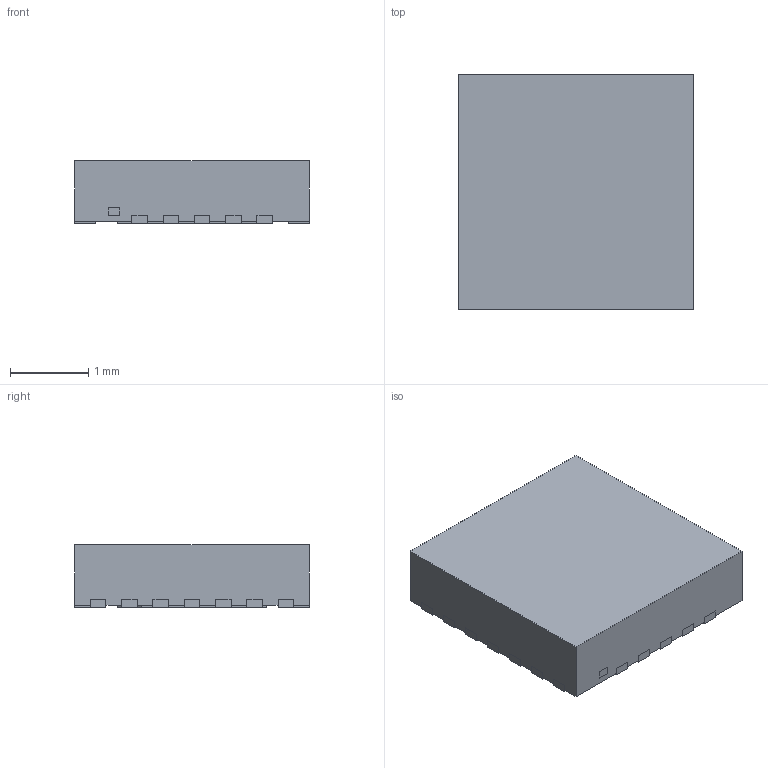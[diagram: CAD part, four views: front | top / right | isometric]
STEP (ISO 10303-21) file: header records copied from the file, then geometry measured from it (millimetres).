
FILE_DESCRIPTION((''),'2;1');
FILE_NAME('RRW0024A_ASM','2021-10-29T09:05:09',('a0412086'),(''),'CREO PARAMETRIC BY PTC INC, 2018500','CREO PARAMETRIC BY PTC INC, 2018500','');
FILE_SCHEMA(('CONFIG_CONTROL_DESIGN','SHAPE_APPEARANCE_LAYERS_GROUPS'));
Length unit declared in the file: millimetre
Products named in the file (4): BODY-QFN; FRAME-RRW0024A; PIN1-ID; RRW0024A_ASM
Assembly tree (3 placements, depth 2):
  RRW0024A_ASM
    BODY-QFN
    FRAME-RRW0024A
    PIN1-ID
Bounding box: 3 x 3 x 0.8 mm (x, y, z)
Volume: 7.1 mm3; surface area: 50.6 mm2
Topology: 28 solids, 28 shells, 387 faces, 978 edges, 652 vertices
Faces by surface type: plane 387
Entity records: 14772 total; most frequent: CARTESIAN_POINT 2024, ORIENTED_EDGE 1956, DIRECTION 1766, PRESENTATION_STYLE_ASSIGNMENT 1032, STYLED_ITEM 1006, VECTOR 978, LINE 978, CURVE_STYLE 978
